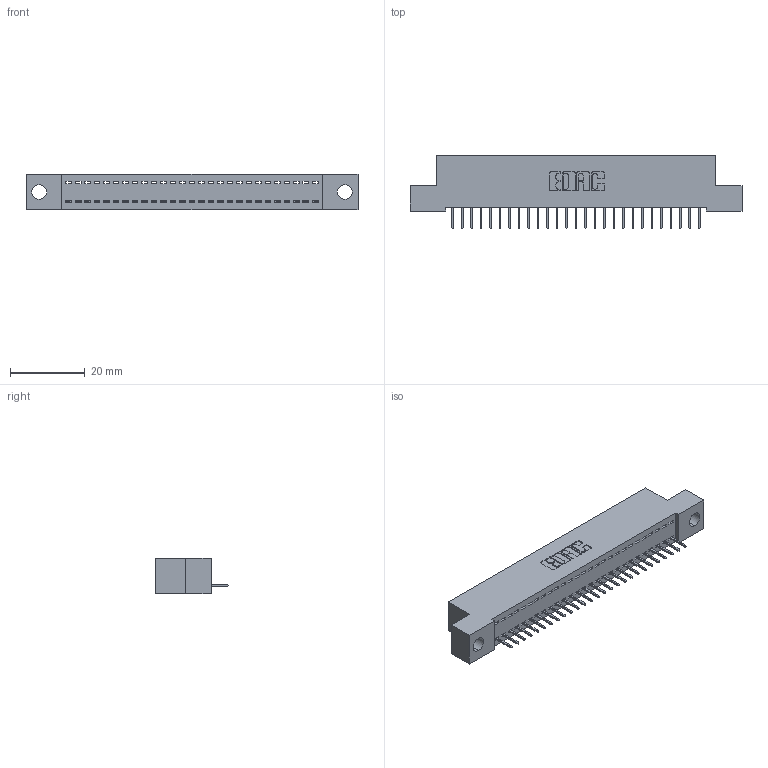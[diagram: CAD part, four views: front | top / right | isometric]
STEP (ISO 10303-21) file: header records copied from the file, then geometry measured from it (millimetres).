
FILE_DESCRIPTION (( 'STEP AP203' ), '1' );
FILE_NAME ('392-027-524-104.STEP', '2018-08-15T20:26:08', ( '' ), ( '' ), 'SwSTEP 2.0', 'SolidWorks 2016', '' );
FILE_SCHEMA (( 'CONFIG_CONTROL_DESIGN' ));
Length unit declared in the file: inch
Products named in the file (3): 345-292-001_345-293-124; 392-027-524-104; 342 Part_.156 TH
Assembly tree (28 placements, depth 2):
  392-027-524-104
    342 Part_.156 TH
    345-292-001_345-293-124  x27
Bounding box: 88.9 x 19.69 x 9.4 mm (x, y, z)
Volume: 7545.8 mm3; surface area: 10288.1 mm2
Topology: 28 solids, 28 shells, 1784 faces, 5159 edges, 3330 vertices
Faces by surface type: plane 1362, cylinder 422
Entity records: 18391 total; most frequent: CARTESIAN_POINT 3179, ORIENTED_EDGE 3142, DIRECTION 2713, EDGE_CURVE 1571, VECTOR 1447, LINE 1447, VERTEX_POINT 1042, AXIS2_PLACEMENT_3D 633
